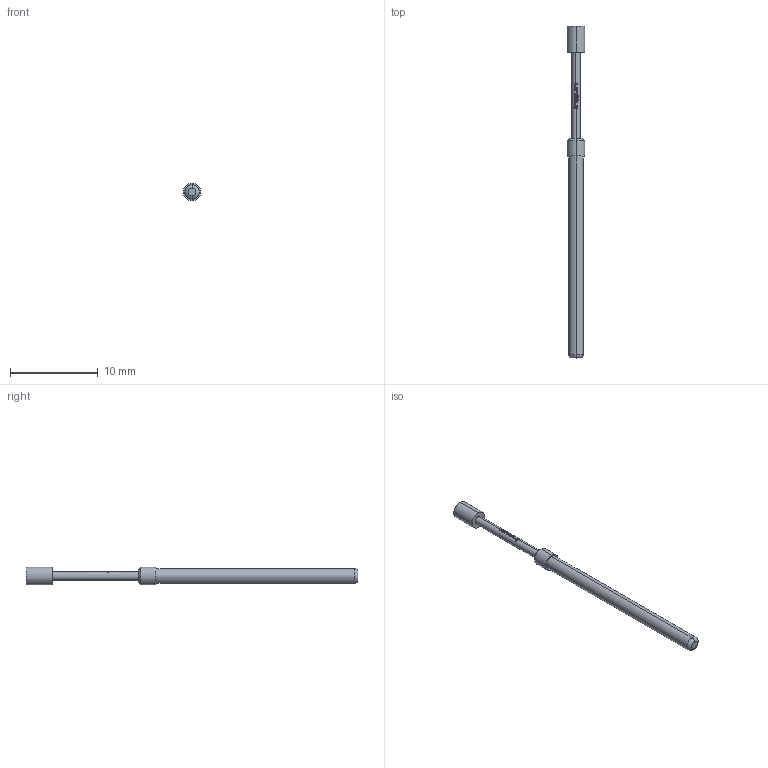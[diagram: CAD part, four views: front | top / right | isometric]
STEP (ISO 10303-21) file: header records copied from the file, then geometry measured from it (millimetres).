
FILE_DESCRIPTION (( 'STEP AP203' ), '1' );
FILE_NAME ('INGUN_GKS-412_303_200_A_xx02.STEP', '2020-09-14T12:47:16', ( '' ), ( '' ), 'SwSTEP 2.0', 'SolidWorks 2018', '' );
FILE_SCHEMA (( 'CONFIG_CONTROL_DESIGN' ));
Length unit declared in the file: millimetre
Products named in the file (1): INGUN_GKS-412_303_200_A_xx02
Bounding box: 2 x 37.8 x 2 mm (x, y, z)
Volume: 71.4 mm3; surface area: 193.3 mm2
Topology: 1 solids, 1 shells, 96 faces, 261 edges, 171 vertices
Faces by surface type: bspline 44, plane 24, cylinder 18, cone 8, torus 2
Entity records: 4088 total; most frequent: CARTESIAN_POINT 2105, ORIENTED_EDGE 518, EDGE_CURVE 259, B_SPLINE_CURVE_WITH_KNOTS 204, DIRECTION 191, VERTEX_POINT 171, EDGE_LOOP 102, FACE_OUTER_BOUND 96
